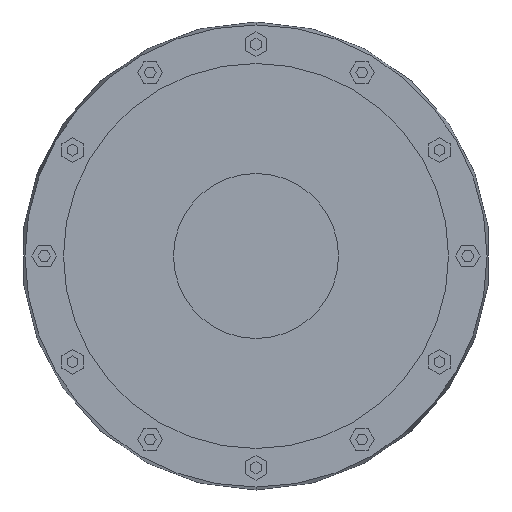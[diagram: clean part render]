
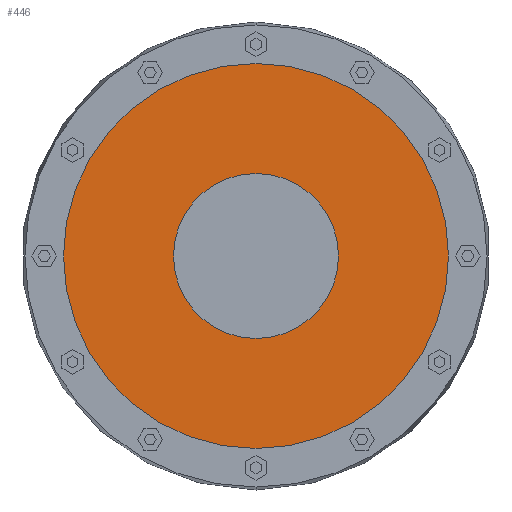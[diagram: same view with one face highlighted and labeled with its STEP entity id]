
A CAD part, front view. The second image highlights one B-rep face of the part: STEP entity #446.
In plain terms, the highlighted planar face has unit normal (0, -1, 0).
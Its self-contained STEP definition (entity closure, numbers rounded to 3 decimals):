
#184 = AXIS2_PLACEMENT_3D ( 'NONE', #5511, #5055, #3548 ) ;
#432 = EDGE_CURVE ( 'NONE', #2194, #2268, #3261, .T. ) ;
#446 = ADVANCED_FACE ( 'NONE', ( #2106, #3872 ), #2949, .T. ) ;
#644 = CARTESIAN_POINT ( 'NONE',  ( 0., -56., 0. ) ) ;
#739 = AXIS2_PLACEMENT_3D ( 'NONE', #1858, #3678, #5075 ) ;
#1106 = CIRCLE ( 'NONE', #739, 15. ) ;
#1211 = EDGE_LOOP ( 'NONE', ( #3493, #5524 ) ) ;
#1269 = CARTESIAN_POINT ( 'NONE',  ( 0., -56., 0. ) ) ;
#1516 = ORIENTED_EDGE ( 'NONE', *, *, #4676, .T. ) ;
#1571 = DIRECTION ( 'NONE',  ( 0., -1., 0. ) ) ;
#1700 = DIRECTION ( 'NONE',  ( 0., -1., 0. ) ) ;
#1812 = VERTEX_POINT ( 'NONE', #3968 ) ;
#1825 = CIRCLE ( 'NONE', #2979, 35. ) ;
#1831 = CARTESIAN_POINT ( 'NONE',  ( 0., -56., -15. ) ) ;
#1835 = AXIS2_PLACEMENT_3D ( 'NONE', #644, #4298, #3363 ) ;
#1858 = CARTESIAN_POINT ( 'NONE',  ( 0., -56., 0. ) ) ;
#1908 = EDGE_CURVE ( 'NONE', #2965, #1812, #2762, .T. ) ;
#1984 = ORIENTED_EDGE ( 'NONE', *, *, #1908, .T. ) ;
#2106 = FACE_BOUND ( 'NONE', #1211, .T. ) ;
#2194 = VERTEX_POINT ( 'NONE', #3395 ) ;
#2268 = VERTEX_POINT ( 'NONE', #1831 ) ;
#2762 = CIRCLE ( 'NONE', #184, 35. ) ;
#2949 = PLANE ( 'NONE',  #5203 ) ;
#2965 = VERTEX_POINT ( 'NONE', #5308 ) ;
#2979 = AXIS2_PLACEMENT_3D ( 'NONE', #1269, #1700, #5889 ) ;
#3261 = CIRCLE ( 'NONE', #1835, 15. ) ;
#3338 = EDGE_CURVE ( 'NONE', #2268, #2194, #1106, .T. ) ;
#3363 = DIRECTION ( 'NONE',  ( 0., 0., -1. ) ) ;
#3395 = CARTESIAN_POINT ( 'NONE',  ( 0., -56., 15. ) ) ;
#3493 = ORIENTED_EDGE ( 'NONE', *, *, #432, .F. ) ;
#3548 = DIRECTION ( 'NONE',  ( 0., 0., -1. ) ) ;
#3678 = DIRECTION ( 'NONE',  ( 0., -1., 0. ) ) ;
#3872 = FACE_OUTER_BOUND ( 'NONE', #5235, .T. ) ;
#3968 = CARTESIAN_POINT ( 'NONE',  ( 0., -56., -35. ) ) ;
#4298 = DIRECTION ( 'NONE',  ( 0., -1., 0. ) ) ;
#4676 = EDGE_CURVE ( 'NONE', #1812, #2965, #1825, .T. ) ;
#4725 = CARTESIAN_POINT ( 'NONE',  ( 0., -56., 0. ) ) ;
#4838 = DIRECTION ( 'NONE',  ( 0., 0., -1. ) ) ;
#5055 = DIRECTION ( 'NONE',  ( 0., -1., 0. ) ) ;
#5075 = DIRECTION ( 'NONE',  ( 0., 0., -1. ) ) ;
#5203 = AXIS2_PLACEMENT_3D ( 'NONE', #4725, #1571, #4838 ) ;
#5235 = EDGE_LOOP ( 'NONE', ( #1984, #1516 ) ) ;
#5308 = CARTESIAN_POINT ( 'NONE',  ( 0., -56., 35. ) ) ;
#5511 = CARTESIAN_POINT ( 'NONE',  ( 0., -56., 0. ) ) ;
#5524 = ORIENTED_EDGE ( 'NONE', *, *, #3338, .F. ) ;
#5889 = DIRECTION ( 'NONE',  ( 0., 0., -1. ) ) ;
